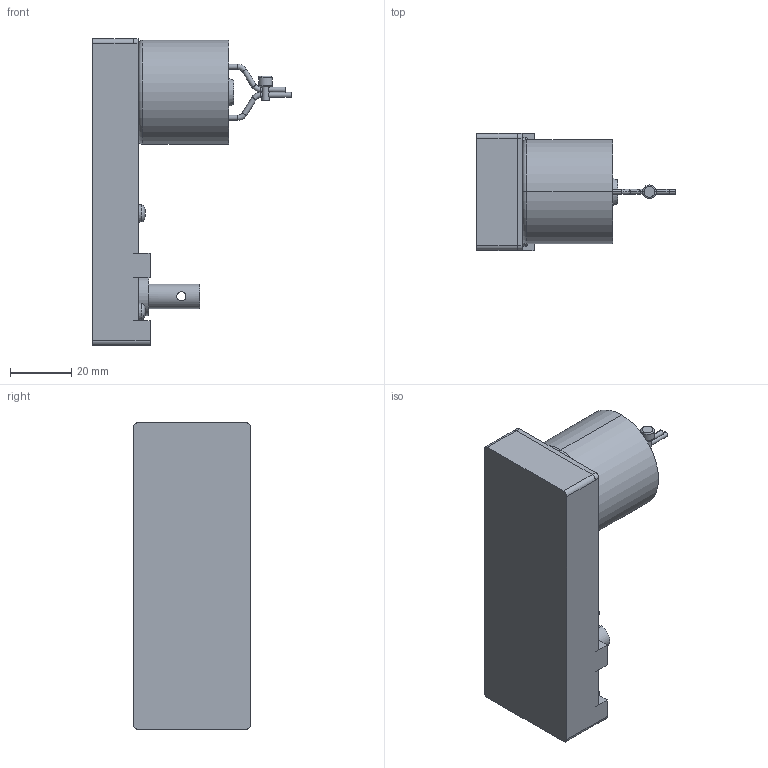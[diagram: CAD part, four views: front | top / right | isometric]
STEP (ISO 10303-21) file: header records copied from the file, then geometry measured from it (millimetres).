
FILE_DESCRIPTION(('starvars output'),'2;1');
FILE_NAME('34sl.stp','17:28:26 2014/09/10',( 'Thomas Industrial Network Germany GmbH'),( 'Thomas Industrial Network Germany GmbH'),'unknown preprocess','ACIS' ,'unknown authorization');
FILE_SCHEMA(('AUTOMOTIVE_DESIGN_CC2 {UNKNOWN IMPLEMENTATION LEVEL}'));
Length unit declared in the file: millimetre
Products named in the file (1): PRODUCT_ID_71
Bounding box: 64.72 x 38 x 100 mm (x, y, z)
Volume: 85226.1 mm3; surface area: 16926.1 mm2
Topology: 1 solids, 4 shells, 228 faces, 542 edges, 331 vertices
Faces by surface type: plane 98, cylinder 62, cone 38, torus 22, bspline 8
Entity records: 8039 total; most frequent: CARTESIAN_POINT 1589, ORIENTED_EDGE 1056, DIRECTION 780, EDGE_CURVE 528, VERTEX_POINT 331, AXIS2_PLACEMENT_3D 270, EDGE_LOOP 255, FACE_BOUND 255
